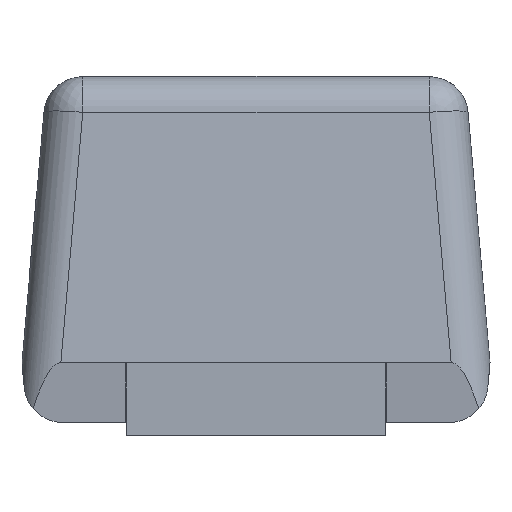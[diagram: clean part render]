
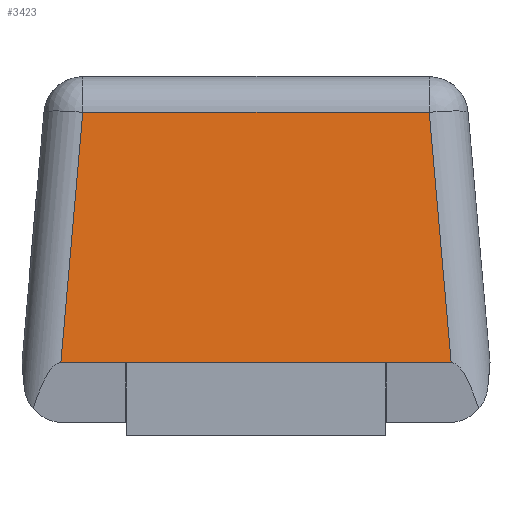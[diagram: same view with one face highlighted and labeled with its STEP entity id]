
A CAD part, left-side view. The second image highlights one B-rep face of the part: STEP entity #3423.
In plain terms, the highlighted planar face has unit normal (-0.996, 0, 0.087).
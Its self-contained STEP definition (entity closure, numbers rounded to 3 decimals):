
#207=DIRECTION('',(0.,1.,0.));
#208=VECTOR('',#207,0.998);
#209=CARTESIAN_POINT('',(-1.4,-0.499,0.23));
#210=LINE('',#209,#208);
#211=DIRECTION('',(0.,-1.,0.));
#212=VECTOR('',#211,0.001);
#213=CARTESIAN_POINT('',(-1.4,0.5,0.23));
#214=LINE('',#213,#212);
#215=DIRECTION('',(0.,1.,0.));
#216=VECTOR('',#215,0.251);
#217=CARTESIAN_POINT('',(-1.4,0.5,0.23));
#218=LINE('',#217,#216);
#219=DIRECTION('',(0.087,-0.087,0.992));
#220=VECTOR('',#219,0.97);
#221=CARTESIAN_POINT('',(-1.4,0.751,0.23));
#222=LINE('',#221,#220);
#223=DIRECTION('',(0.,-1.,0.));
#224=VECTOR('',#223,1.333);
#225=CARTESIAN_POINT('',(-1.316,0.666,1.193));
#226=LINE('',#225,#224);
#227=DIRECTION('',(0.087,0.087,0.992));
#228=VECTOR('',#227,0.97);
#229=CARTESIAN_POINT('',(-1.4,-0.751,0.23));
#230=LINE('',#229,#228);
#231=DIRECTION('',(0.,1.,0.));
#232=VECTOR('',#231,0.251);
#233=CARTESIAN_POINT('',(-1.4,-0.751,0.23));
#234=LINE('',#233,#232);
#235=DIRECTION('',(0.,-1.,0.));
#236=VECTOR('',#235,0.001);
#237=CARTESIAN_POINT('',(-1.4,-0.499,0.23));
#238=LINE('',#237,#236);
#299=CARTESIAN_POINT('',(-1.4,-0.751,0.23));
#2583=CARTESIAN_POINT('',(-1.4,0.5,0.23));
#2584=VERTEX_POINT('',#2583);
#2585=CARTESIAN_POINT('',(-1.4,-0.5,0.23));
#2586=VERTEX_POINT('',#2585);
#2599=CARTESIAN_POINT('',(-1.4,-0.499,0.23));
#2600=CARTESIAN_POINT('',(-1.4,0.499,0.23));
#2601=VERTEX_POINT('',#2599);
#2602=VERTEX_POINT('',#2600);
#2675=VERTEX_POINT('',#299);
#2676=CARTESIAN_POINT('',(-1.316,-0.666,
1.193));
#2677=VERTEX_POINT('',#2676);
#2681=CARTESIAN_POINT('',(-1.4,0.751,0.23));
#2682=CARTESIAN_POINT('',(-1.316,0.666,
1.193));
#2683=VERTEX_POINT('',#2681);
#2684=VERTEX_POINT('',#2682);
#3403=CARTESIAN_POINT('',(-1.352,0.,0.78));
#3404=DIRECTION('',(-0.996,0.,0.087));
#3405=DIRECTION('',(-0.087,0.,-0.996));
#3406=AXIS2_PLACEMENT_3D('',#3403,#3404,#3405);
#3407=PLANE('',#3406);
#3408=ORIENTED_EDGE('',*,*,#3387,.T.);
#3409=ORIENTED_EDGE('',*,*,#3270,.F.);
#3411=ORIENTED_EDGE('',*,*,#3410,.T.);
#3413=ORIENTED_EDGE('',*,*,#3412,.T.);
#3415=ORIENTED_EDGE('',*,*,#3414,.T.);
#3417=ORIENTED_EDGE('',*,*,#3416,.F.);
#3419=ORIENTED_EDGE('',*,*,#3418,.T.);
#3420=ORIENTED_EDGE('',*,*,#3262,.F.);
#3421=EDGE_LOOP('',(#3408,#3409,#3411,#3413,#3415,#3417,#3419,#3420));
#3422=FACE_OUTER_BOUND('',#3421,.F.);
#3262=EDGE_CURVE('',#2601,#2586,#238,.T.);
#3270=EDGE_CURVE('',#2584,#2602,#214,.T.);
#3387=EDGE_CURVE('',#2601,#2602,#210,.T.);
#3410=EDGE_CURVE('',#2584,#2683,#218,.T.);
#3412=EDGE_CURVE('',#2683,#2684,#222,.T.);
#3414=EDGE_CURVE('',#2684,#2677,#226,.T.);
#3416=EDGE_CURVE('',#2675,#2677,#230,.T.);
#3418=EDGE_CURVE('',#2675,#2586,#234,.T.);
#3423=ADVANCED_FACE('',(#3422),#3407,.T.);
